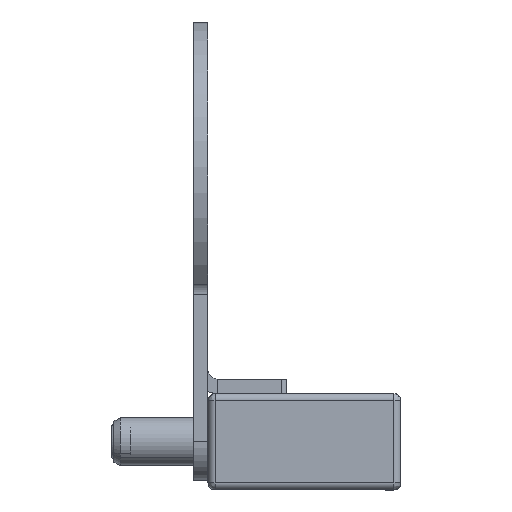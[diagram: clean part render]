
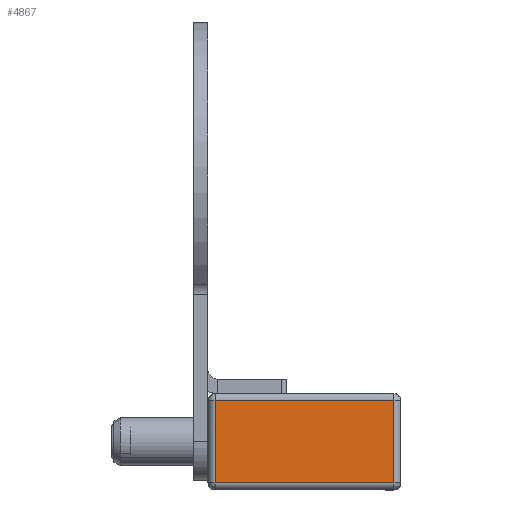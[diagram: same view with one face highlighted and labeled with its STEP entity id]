
A CAD part, left-side view. The second image highlights one B-rep face of the part: STEP entity #4867.
In plain terms, the highlighted planar face has unit normal (-1, 0, 0).
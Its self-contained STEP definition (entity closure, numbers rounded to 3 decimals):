
#139 = DIRECTION ( 'NONE',  ( 0., 0., 1. ) ) ;
#634 = VECTOR ( 'NONE', #9926, 1000. ) ;
#1543 = DIRECTION ( 'NONE',  ( -1., 0., 0. ) ) ;
#1802 = VERTEX_POINT ( 'NONE', #15890 ) ;
#2079 = CARTESIAN_POINT ( 'NONE',  ( -202.5, 18.5, -8.5 ) ) ;
#2718 = DIRECTION ( 'NONE',  ( 0., -1., 0. ) ) ;
#3575 = VECTOR ( 'NONE', #5107, 1000. ) ;
#3782 = CARTESIAN_POINT ( 'NONE',  ( -202.5, -18.5, 10. ) ) ;
#3938 = VERTEX_POINT ( 'NONE', #2079 ) ;
#4357 = VERTEX_POINT ( 'NONE', #11254 ) ;
#4409 = ORIENTED_EDGE ( 'NONE', *, *, #18737, .F. ) ;
#4867 = ADVANCED_FACE ( 'NONE', ( #5826 ), #14252, .T. ) ;
#5107 = DIRECTION ( 'NONE',  ( 0., 0., -1. ) ) ;
#5826 = FACE_OUTER_BOUND ( 'NONE', #18075, .T. ) ;
#5921 = CARTESIAN_POINT ( 'NONE',  ( -202.5, 0., 0. ) ) ;
#6012 = ORIENTED_EDGE ( 'NONE', *, *, #7181, .F. ) ;
#7181 = EDGE_CURVE ( 'NONE', #1802, #3938, #9269, .T. ) ;
#7214 = VERTEX_POINT ( 'NONE', #16359 ) ;
#9269 = LINE ( 'NONE', #16264, #14926 ) ;
#9503 = EDGE_CURVE ( 'NONE', #4357, #1802, #12500, .T. ) ;
#9926 = DIRECTION ( 'NONE',  ( 0., 0., 1. ) ) ;
#10787 = DIRECTION ( 'NONE',  ( 0., 1., 0. ) ) ;
#11254 = CARTESIAN_POINT ( 'NONE',  ( -202.5, -18.5, 8.5 ) ) ;
#11349 = LINE ( 'NONE', #11435, #634 ) ;
#11435 = CARTESIAN_POINT ( 'NONE',  ( -202.5, 18.5, 10. ) ) ;
#12248 = VECTOR ( 'NONE', #2718, 1000. ) ;
#12476 = AXIS2_PLACEMENT_3D ( 'NONE', #5921, #1543, #139 ) ;
#12500 = LINE ( 'NONE', #3782, #3575 ) ;
#14252 = PLANE ( 'NONE',  #12476 ) ;
#14843 = EDGE_CURVE ( 'NONE', #7214, #4357, #16841, .T. ) ;
#14926 = VECTOR ( 'NONE', #10787, 1000. ) ;
#15890 = CARTESIAN_POINT ( 'NONE',  ( -202.5, -18.5, -8.5 ) ) ;
#15960 = ORIENTED_EDGE ( 'NONE', *, *, #14843, .F. ) ;
#16264 = CARTESIAN_POINT ( 'NONE',  ( -202.5, -20., -8.5 ) ) ;
#16359 = CARTESIAN_POINT ( 'NONE',  ( -202.5, 18.5, 8.5 ) ) ;
#16841 = LINE ( 'NONE', #17118, #12248 ) ;
#17118 = CARTESIAN_POINT ( 'NONE',  ( -202.5, -20., 8.5 ) ) ;
#18047 = ORIENTED_EDGE ( 'NONE', *, *, #9503, .F. ) ;
#18075 = EDGE_LOOP ( 'NONE', ( #6012, #18047, #15960, #4409 ) ) ;
#18737 = EDGE_CURVE ( 'NONE', #3938, #7214, #11349, .T. ) ;
